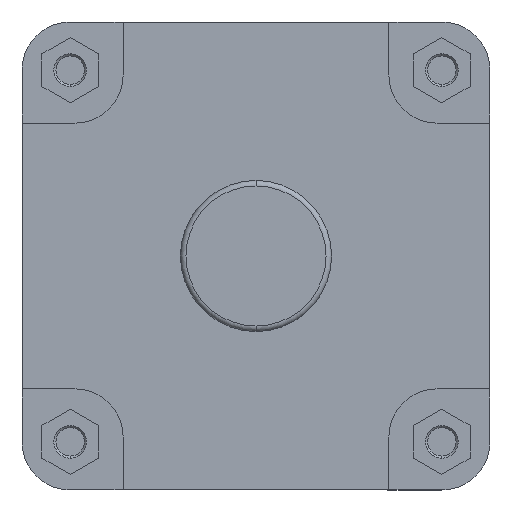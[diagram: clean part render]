
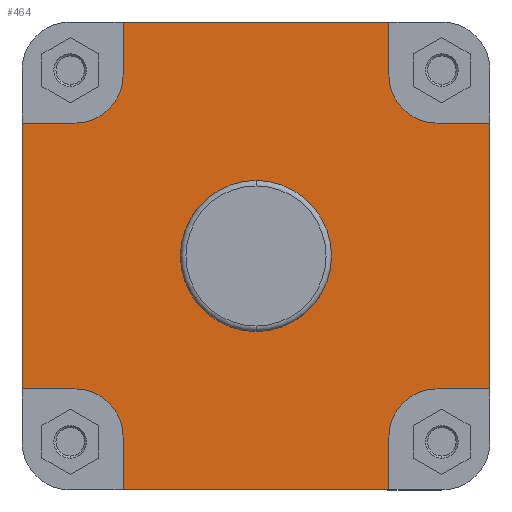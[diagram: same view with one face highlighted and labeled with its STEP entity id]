
A CAD part, left-side view. The second image highlights one B-rep face of the part: STEP entity #464.
In plain terms, the highlighted planar face has unit normal (-1, 0, 0).
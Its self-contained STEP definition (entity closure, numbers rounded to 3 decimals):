
#48 = ORIENTED_EDGE ( 'NONE', *, *, #7214, .F. ) ;
#245 = ORIENTED_EDGE ( 'NONE', *, *, #7226, .F. ) ;
#255 = ORIENTED_EDGE ( 'NONE', *, *, #7224, .F. ) ;
#258 = ORIENTED_EDGE ( 'NONE', *, *, #7223, .F. ) ;
#259 = ORIENTED_EDGE ( 'NONE', *, *, #7225, .F. ) ;
#260 = ORIENTED_EDGE ( 'NONE', *, *, #7125, .F. ) ;
#277 = ORIENTED_EDGE ( 'NONE', *, *, #7219, .F. ) ;
#282 = ORIENTED_EDGE ( 'NONE', *, *, #7216, .F. ) ;
#295 = ORIENTED_EDGE ( 'NONE', *, *, #7211, .F. ) ;
#301 = ORIENTED_EDGE ( 'NONE', *, *, #7195, .F. ) ;
#305 = ORIENTED_EDGE ( 'NONE', *, *, #7218, .F. ) ;
#310 = ORIENTED_EDGE ( 'NONE', *, *, #7222, .F. ) ;
#322 = ORIENTED_EDGE ( 'NONE', *, *, #7213, .T. ) ;
#326 = ORIENTED_EDGE ( 'NONE', *, *, #7215, .T. ) ;
#328 = ORIENTED_EDGE ( 'NONE', *, *, #7220, .F. ) ;
#332 = ORIENTED_EDGE ( 'NONE', *, *, #7221, .F. ) ;
#334 = ORIENTED_EDGE ( 'NONE', *, *, #7217, .F. ) ;
#368 = ORIENTED_EDGE ( 'NONE', *, *, #7212, .F. ) ;
#464 = ADVANCED_FACE ( 'NONE', ( #3980, #3973 ), #5106, .F. ) ;
#1033 = AXIS2_PLACEMENT_3D ( 'NONE', #5090, #5107, #5108 ) ;
#1432 = AXIS2_PLACEMENT_3D ( 'NONE', #2521, #2524, #2525 ) ;
#1440 = AXIS2_PLACEMENT_3D ( 'NONE', #2674, #2681, #2682 ) ;
#1458 = AXIS2_PLACEMENT_3D ( 'NONE', #2717, #2724, #2725 ) ;
#1460 = AXIS2_PLACEMENT_3D ( 'NONE', #2736, #2737, #2738 ) ;
#1462 = AXIS2_PLACEMENT_3D ( 'NONE', #2745, #2746, #2747 ) ;
#1463 = AXIS2_PLACEMENT_3D ( 'NONE', #2754, #2755, #2756 ) ;
#2272 = CARTESIAN_POINT ( 'NONE',  ( 82., 96.5, -131.5 ) ) ;
#2308 = CARTESIAN_POINT ( 'NONE',  ( 82., 0., 54.9 ) ) ;
#2314 = CARTESIAN_POINT ( 'NONE',  ( 82., 0., -54.9 ) ) ;
#2382 = CARTESIAN_POINT ( 'NONE',  ( 82., 170., -96.5 ) ) ;
#2383 = CARTESIAN_POINT ( 'NONE',  ( 82., 170., 96.5 ) ) ;
#2384 = CARTESIAN_POINT ( 'NONE',  ( 82., 131.5, 96.5 ) ) ;
#2385 = CARTESIAN_POINT ( 'NONE',  ( 82., 96.5, 131.5 ) ) ;
#2386 = CARTESIAN_POINT ( 'NONE',  ( 82., 96.5, 170. ) ) ;
#2387 = CARTESIAN_POINT ( 'NONE',  ( 82., -96.5, 170. ) ) ;
#2388 = CARTESIAN_POINT ( 'NONE',  ( 82., -96.5, 131.5 ) ) ;
#2389 = CARTESIAN_POINT ( 'NONE',  ( 82., -131.5, 96.5 ) ) ;
#2390 = CARTESIAN_POINT ( 'NONE',  ( 82., -170., 96.5 ) ) ;
#2391 = CARTESIAN_POINT ( 'NONE',  ( 82., -170., -96.5 ) ) ;
#2392 = CARTESIAN_POINT ( 'NONE',  ( 82., -131.5, -96.5 ) ) ;
#2393 = CARTESIAN_POINT ( 'NONE',  ( 82., -96.5, -131.5 ) ) ;
#2394 = CARTESIAN_POINT ( 'NONE',  ( 82., -96.5, -170. ) ) ;
#2395 = CARTESIAN_POINT ( 'NONE',  ( 82., 96.5, -170. ) ) ;
#2409 = CARTESIAN_POINT ( 'NONE',  ( 82., 131.5, -96.5 ) ) ;
#2521 = CARTESIAN_POINT ( 'NONE',  ( 82., 0., 0. ) ) ;
#2524 = DIRECTION ( 'NONE',  ( -1., 0., 0. ) ) ;
#2525 = DIRECTION ( 'NONE',  ( 0., 0., 1. ) ) ;
#2674 = CARTESIAN_POINT ( 'NONE',  ( 82., 0., 0. ) ) ;
#2681 = DIRECTION ( 'NONE',  ( -1., 0., 0. ) ) ;
#2682 = DIRECTION ( 'NONE',  ( 0., 0., 1. ) ) ;
#2717 = CARTESIAN_POINT ( 'NONE',  ( 82., -131.5, -131.5 ) ) ;
#2721 = CARTESIAN_POINT ( 'NONE',  ( 82., -170., -96.5 ) ) ;
#2724 = DIRECTION ( 'NONE',  ( -1., 0., 0. ) ) ;
#2725 = DIRECTION ( 'NONE',  ( 0., 0., -1. ) ) ;
#2726 = CARTESIAN_POINT ( 'NONE',  ( 82., -374.141, -170. ) ) ;
#2727 = DIRECTION ( 'NONE',  ( 0., 1., 0. ) ) ;
#2728 = CARTESIAN_POINT ( 'NONE',  ( 82., -96.5, -131.5 ) ) ;
#2729 = DIRECTION ( 'NONE',  ( 0., -1., 0. ) ) ;
#2730 = CARTESIAN_POINT ( 'NONE',  ( 82., -170., 0. ) ) ;
#2731 = DIRECTION ( 'NONE',  ( 0., 0., -1. ) ) ;
#2732 = DIRECTION ( 'NONE',  ( 0., 0., 1. ) ) ;
#2733 = CARTESIAN_POINT ( 'NONE',  ( 82., -96.5, 170. ) ) ;
#2734 = CARTESIAN_POINT ( 'NONE',  ( 82., -131.5, 96.5 ) ) ;
#2735 = DIRECTION ( 'NONE',  ( 0., -1., 0. ) ) ;
#2736 = CARTESIAN_POINT ( 'NONE',  ( 82., -131.5, 131.5 ) ) ;
#2737 = DIRECTION ( 'NONE',  ( -1., 0., 0. ) ) ;
#2738 = DIRECTION ( 'NONE',  ( 0., 0., -1. ) ) ;
#2739 = CARTESIAN_POINT ( 'NONE',  ( 82., -374.141, 170. ) ) ;
#2740 = DIRECTION ( 'NONE',  ( 0., 0., -1. ) ) ;
#2741 = DIRECTION ( 'NONE',  ( 0., -1., 0. ) ) ;
#2742 = CARTESIAN_POINT ( 'NONE',  ( 82., 170., 96.5 ) ) ;
#2743 = CARTESIAN_POINT ( 'NONE',  ( 82., 96.5, 131.5 ) ) ;
#2744 = DIRECTION ( 'NONE',  ( 0., 0., 1. ) ) ;
#2745 = CARTESIAN_POINT ( 'NONE',  ( 82., 131.5, 131.5 ) ) ;
#2746 = DIRECTION ( 'NONE',  ( -1., 0., 0. ) ) ;
#2747 = DIRECTION ( 'NONE',  ( 0., 0., -1. ) ) ;
#2748 = CARTESIAN_POINT ( 'NONE',  ( 82., 170., 0. ) ) ;
#2749 = DIRECTION ( 'NONE',  ( 0., -1., 0. ) ) ;
#2750 = DIRECTION ( 'NONE',  ( 0., 0., 1. ) ) ;
#2751 = CARTESIAN_POINT ( 'NONE',  ( 82., 96.5, -170. ) ) ;
#2752 = CARTESIAN_POINT ( 'NONE',  ( 82., 131.5, -96.5 ) ) ;
#2753 = DIRECTION ( 'NONE',  ( 0., 1., 0. ) ) ;
#2754 = CARTESIAN_POINT ( 'NONE',  ( 82., 131.5, -131.5 ) ) ;
#2755 = DIRECTION ( 'NONE',  ( -1., 0., 0. ) ) ;
#2756 = DIRECTION ( 'NONE',  ( 0., 0., -1. ) ) ;
#2759 = DIRECTION ( 'NONE',  ( 0., 0., 1. ) ) ;
#2938 = CIRCLE ( 'NONE', #1432, 54.9 ) ;
#3060 = CIRCLE ( 'NONE', #1440, 54.9 ) ;
#3073 = LINE ( 'NONE', #2728, #3087 ) ;
#3080 = LINE ( 'NONE', #2726, #3086 ) ;
#3081 = VECTOR ( 'NONE', #2727, 1000. ) ;
#3082 = LINE ( 'NONE', #2730, #3089 ) ;
#3084 = LINE ( 'NONE', #2721, #3081 ) ;
#3085 = CIRCLE ( 'NONE', #1458, 35. ) ;
#3086 = VECTOR ( 'NONE', #2729, 1000. ) ;
#3087 = VECTOR ( 'NONE', #2731, 1000. ) ;
#3089 = VECTOR ( 'NONE', #2732, 1000. ) ;
#3090 = VECTOR ( 'NONE', #2740, 1000. ) ;
#3091 = LINE ( 'NONE', #2734, #3092 ) ;
#3092 = VECTOR ( 'NONE', #2735, 1000. ) ;
#3093 = LINE ( 'NONE', #2739, #3096 ) ;
#3094 = LINE ( 'NONE', #2733, #3090 ) ;
#3095 = CIRCLE ( 'NONE', #1460, 35. ) ;
#3096 = VECTOR ( 'NONE', #2741, 1000. ) ;
#3097 = VECTOR ( 'NONE', #2749, 1000. ) ;
#3098 = LINE ( 'NONE', #2743, #3099 ) ;
#3099 = VECTOR ( 'NONE', #2744, 1000. ) ;
#3100 = LINE ( 'NONE', #2748, #3103 ) ;
#3101 = LINE ( 'NONE', #2742, #3097 ) ;
#3102 = CIRCLE ( 'NONE', #1462, 35. ) ;
#3103 = VECTOR ( 'NONE', #2750, 1000. ) ;
#3104 = VECTOR ( 'NONE', #2759, 1000. ) ;
#3105 = LINE ( 'NONE', #2752, #3106 ) ;
#3106 = VECTOR ( 'NONE', #2753, 1000. ) ;
#3109 = LINE ( 'NONE', #2751, #3104 ) ;
#3110 = CIRCLE ( 'NONE', #1463, 35. ) ;
#3869 = EDGE_LOOP ( 'NONE', ( #260, #301 ) ) ;
#3888 = EDGE_LOOP ( 'NONE', ( #322, #48, #295, #368, #326, #282, #334, #305, #277, #328, #332, #310, #258, #255, #259, #245 ) ) ;
#3973 = FACE_OUTER_BOUND ( 'NONE', #3888, .T. ) ;
#3980 = FACE_BOUND ( 'NONE', #3869, .T. ) ;
#5090 = CARTESIAN_POINT ( 'NONE',  ( 82., 54.9, 0. ) ) ;
#5106 = PLANE ( 'NONE',  #1033 ) ;
#5107 = DIRECTION ( 'NONE',  ( 1., 0., 0. ) ) ;
#5108 = DIRECTION ( 'NONE',  ( 0., 0., -1. ) ) ;
#6863 = VERTEX_POINT ( 'NONE', #2272 ) ;
#6874 = VERTEX_POINT ( 'NONE', #2308 ) ;
#6880 = VERTEX_POINT ( 'NONE', #2314 ) ;
#6948 = VERTEX_POINT ( 'NONE', #2382 ) ;
#6949 = VERTEX_POINT ( 'NONE', #2383 ) ;
#6950 = VERTEX_POINT ( 'NONE', #2384 ) ;
#6951 = VERTEX_POINT ( 'NONE', #2385 ) ;
#6952 = VERTEX_POINT ( 'NONE', #2386 ) ;
#6953 = VERTEX_POINT ( 'NONE', #2387 ) ;
#6954 = VERTEX_POINT ( 'NONE', #2388 ) ;
#6955 = VERTEX_POINT ( 'NONE', #2389 ) ;
#6956 = VERTEX_POINT ( 'NONE', #2390 ) ;
#6957 = VERTEX_POINT ( 'NONE', #2391 ) ;
#6958 = VERTEX_POINT ( 'NONE', #2392 ) ;
#6959 = VERTEX_POINT ( 'NONE', #2393 ) ;
#6960 = VERTEX_POINT ( 'NONE', #2394 ) ;
#6961 = VERTEX_POINT ( 'NONE', #2395 ) ;
#6975 = VERTEX_POINT ( 'NONE', #2409 ) ;
#7125 = EDGE_CURVE ( 'NONE', #6874, #6880, #2938, .T. ) ;
#7195 = EDGE_CURVE ( 'NONE', #6880, #6874, #3060, .T. ) ;
#7211 = EDGE_CURVE ( 'NONE', #6958, #6959, #3085, .T. ) ;
#7212 = EDGE_CURVE ( 'NONE', #6957, #6958, #3084, .T. ) ;
#7213 = EDGE_CURVE ( 'NONE', #6961, #6960, #3080, .T. ) ;
#7214 = EDGE_CURVE ( 'NONE', #6959, #6960, #3073, .T. ) ;
#7215 = EDGE_CURVE ( 'NONE', #6957, #6956, #3082, .T. ) ;
#7216 = EDGE_CURVE ( 'NONE', #6955, #6956, #3091, .T. ) ;
#7217 = EDGE_CURVE ( 'NONE', #6954, #6955, #3095, .T. ) ;
#7218 = EDGE_CURVE ( 'NONE', #6953, #6954, #3094, .T. ) ;
#7219 = EDGE_CURVE ( 'NONE', #6952, #6953, #3093, .T. ) ;
#7220 = EDGE_CURVE ( 'NONE', #6951, #6952, #3098, .T. ) ;
#7221 = EDGE_CURVE ( 'NONE', #6950, #6951, #3102, .T. ) ;
#7222 = EDGE_CURVE ( 'NONE', #6949, #6950, #3101, .T. ) ;
#7223 = EDGE_CURVE ( 'NONE', #6948, #6949, #3100, .T. ) ;
#7224 = EDGE_CURVE ( 'NONE', #6975, #6948, #3105, .T. ) ;
#7225 = EDGE_CURVE ( 'NONE', #6863, #6975, #3110, .T. ) ;
#7226 = EDGE_CURVE ( 'NONE', #6961, #6863, #3109, .T. ) ;
